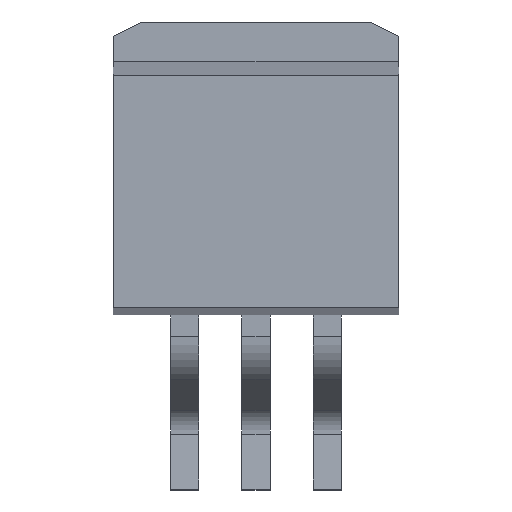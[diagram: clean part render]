
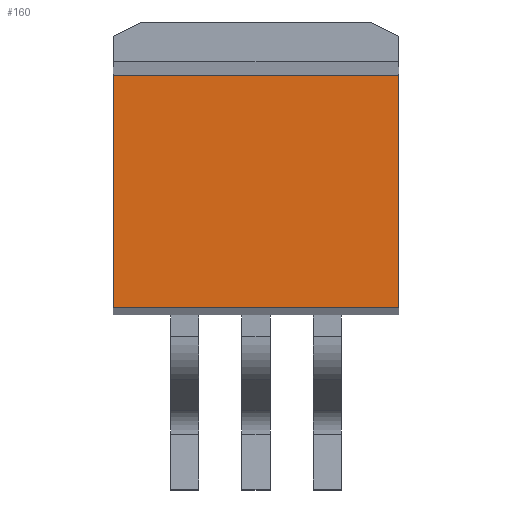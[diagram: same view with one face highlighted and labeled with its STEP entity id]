
A CAD part, top view. The second image highlights one B-rep face of the part: STEP entity #160.
In plain terms, the highlighted planar face has unit normal (0, 0, 1).
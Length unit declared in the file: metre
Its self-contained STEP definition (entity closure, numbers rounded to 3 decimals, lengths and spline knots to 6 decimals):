
#160 = ADVANCED_FACE( '', ( #353 ), #354, .T. );
#353 = FACE_OUTER_BOUND( '', #584, .T. );
#354 = PLANE( '', #585 );
#584 = EDGE_LOOP( '', ( #921, #922, #923, #924 ) );
#585 = AXIS2_PLACEMENT_3D( '', #925, #926, #927 );
#921 = ORIENTED_EDGE( '', *, *, #1359, .F. );
#922 = ORIENTED_EDGE( '', *, *, #1453, .T. );
#923 = ORIENTED_EDGE( '', *, *, #1409, .T. );
#924 = ORIENTED_EDGE( '', *, *, #1454, .T. );
#925 = CARTESIAN_POINT( '', ( 0., 0.003113, 0.004445 ) );
#926 = DIRECTION( '', ( 0., 0., 1. ) );
#927 = DIRECTION( '', ( 1., 0., 0. ) );
#1359 = EDGE_CURVE( '', #1619, #1621, #1622, .T. );
#1409 = EDGE_CURVE( '', #1707, #1705, #1708, .T. );
#1453 = EDGE_CURVE( '', #1619, #1707, #1777, .T. );
#1454 = EDGE_CURVE( '', #1705, #1621, #1778, .T. );
#1619 = VERTEX_POINT( '', #1991 );
#1621 = VERTEX_POINT( '', #1994 );
#1622 = LINE( '', #1995, #1996 );
#1705 = VERTEX_POINT( '', #2114 );
#1707 = VERTEX_POINT( '', #2117 );
#1708 = LINE( '', #2118, #2119 );
#1777 = LINE( '', #2215, #2216 );
#1778 = LINE( '', #2217, #2218 );
#1991 = CARTESIAN_POINT( '', ( -0.00508, 0.00712, 0.004445 ) );
#1994 = CARTESIAN_POINT( '', ( 0.00508, 0.00712, 0.004445 ) );
#1995 = CARTESIAN_POINT( '', ( -0.01992, 0.00712, 0.004445 ) );
#1996 = VECTOR( '', #2453, 1. );
#2114 = CARTESIAN_POINT( '', ( 0.00508, -0.001145, 0.004445 ) );
#2117 = CARTESIAN_POINT( '', ( -0.00508, -0.001145, 0.004445 ) );
#2118 = CARTESIAN_POINT( '', ( -0.01992, -0.001145, 0.004445 ) );
#2119 = VECTOR( '', #2502, 1. );
#2215 = CARTESIAN_POINT( '', ( -0.00508, 0.003113, 0.004445 ) );
#2216 = VECTOR( '', #2548, 1. );
#2217 = CARTESIAN_POINT( '', ( 0.00508, 0.003113, 0.004445 ) );
#2218 = VECTOR( '', #2549, 1. );
#2453 = DIRECTION( '', ( 1., 0., 0. ) );
#2502 = DIRECTION( '', ( 1., 0., 0. ) );
#2548 = DIRECTION( '', ( 0., -1., 0. ) );
#2549 = DIRECTION( '', ( 0., 1., 0. ) );
